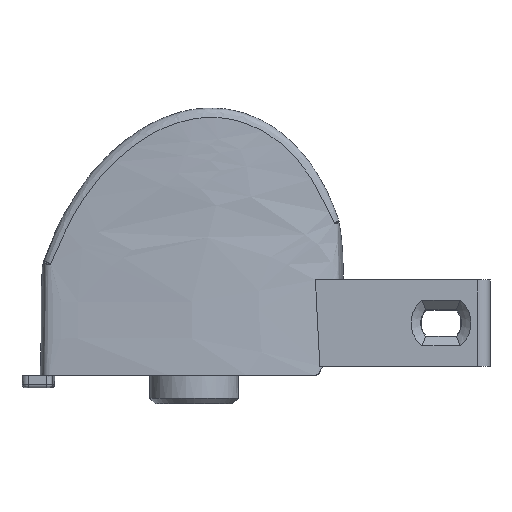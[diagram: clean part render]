
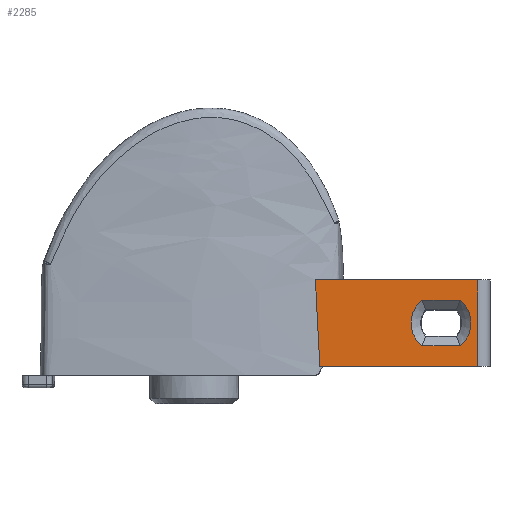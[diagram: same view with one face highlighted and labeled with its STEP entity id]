
A CAD part, top view. The second image highlights one B-rep face of the part: STEP entity #2285.
In plain terms, the highlighted face is planar.
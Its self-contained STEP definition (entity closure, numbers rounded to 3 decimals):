
#131=FACE_BOUND('',#660,.T.);
#149=PLANE('',#2440);
#245=B_SPLINE_CURVE_WITH_KNOTS('',3,(#5828,#5829,#5830,#5831,#5832,#5833,
#5834,#5835,#5836,#5837),.UNSPECIFIED.,.F.,.F.,(4,3,3,4),(-0.75,
-0.733,-0.35,-0.05),
 .UNSPECIFIED.);
#352=LINE('',#4954,#430);
#365=LINE('',#6237,#443);
#368=LINE('',#6248,#446);
#369=LINE('',#6269,#447);
#370=LINE('',#6270,#448);
#430=VECTOR('',#2664,10.);
#443=VECTOR('',#2705,10.);
#446=VECTOR('',#2710,10.);
#447=VECTOR('',#2723,10.);
#448=VECTOR('',#2724,10.);
#535=FACE_OUTER_BOUND('',#659,.T.);
#659=EDGE_LOOP('',(#1729,#1730,#1731,#1732));
#660=EDGE_LOOP('',(#1733,#1734,#1735,#1736));
#768=CIRCLE('',#2431,2.427);
#770=CIRCLE('',#2436,2.427);
#901=VERTEX_POINT('',#4951);
#902=VERTEX_POINT('',#4953);
#919=VERTEX_POINT('',#5827);
#944=VERTEX_POINT('',#6221);
#945=VERTEX_POINT('',#6222);
#948=VERTEX_POINT('',#6236);
#951=VERTEX_POINT('',#6247);
#952=VERTEX_POINT('',#6268);
#1182=EDGE_CURVE('',#901,#902,#352,.T.);
#1211=EDGE_CURVE('',#919,#902,#245,.T.);
#1240=EDGE_CURVE('',#944,#945,#768,.T.);
#1244=EDGE_CURVE('',#945,#948,#365,.T.);
#1248=EDGE_CURVE('',#951,#944,#368,.T.);
#1250=EDGE_CURVE('',#948,#951,#770,.T.);
#1255=EDGE_CURVE('',#901,#952,#369,.T.);
#1256=EDGE_CURVE('',#952,#919,#370,.T.);
#1729=ORIENTED_EDGE('',*,*,#1255,.T.);
#1730=ORIENTED_EDGE('',*,*,#1256,.T.);
#1731=ORIENTED_EDGE('',*,*,#1211,.T.);
#1732=ORIENTED_EDGE('',*,*,#1182,.F.);
#1733=ORIENTED_EDGE('',*,*,#1240,.T.);
#1734=ORIENTED_EDGE('',*,*,#1244,.T.);
#1735=ORIENTED_EDGE('',*,*,#1250,.T.);
#1736=ORIENTED_EDGE('',*,*,#1248,.T.);
#2285=ADVANCED_FACE('',(#535,#131),#149,.F.);
#2431=AXIS2_PLACEMENT_3D('',#6223,#2699,#2700);
#2436=AXIS2_PLACEMENT_3D('',#6254,#2713,#2714);
#2440=AXIS2_PLACEMENT_3D('',#6267,#2721,#2722);
#2664=DIRECTION('',(1.,0.,0.));
#2699=DIRECTION('center_axis',(0.,0.,1.));
#2700=DIRECTION('ref_axis',(1.,0.,0.));
#2705=DIRECTION('',(-1.,0.,0.));
#2710=DIRECTION('',(1.,0.,0.));
#2713=DIRECTION('center_axis',(0.,0.,1.));
#2714=DIRECTION('ref_axis',(-1.,0.,0.));
#2721=DIRECTION('center_axis',(0.,0.,1.));
#2722=DIRECTION('ref_axis',(-1.,0.,0.));
#2723=DIRECTION('',(0.,1.,0.));
#2724=DIRECTION('',(1.,0.,0.));
#4951=CARTESIAN_POINT('',(73.732,25.7,-13.472));
#4953=CARTESIAN_POINT('',(86.556,25.7,-13.472));
#4954=CARTESIAN_POINT('',(72.732,25.7,-13.472));
#5827=CARTESIAN_POINT('',(86.916,32.7,-13.472));
#5828=CARTESIAN_POINT('Ctrl Pts',(86.916,32.7,-13.472));
#5829=CARTESIAN_POINT('Ctrl Pts',(86.913,32.645,-13.472));
#5830=CARTESIAN_POINT('Ctrl Pts',(86.91,32.589,-13.472));
#5831=CARTESIAN_POINT('Ctrl Pts',(86.908,32.534,-13.472));
#5832=CARTESIAN_POINT('Ctrl Pts',(86.839,31.256,-13.472));
#5833=CARTESIAN_POINT('Ctrl Pts',(86.772,29.978,-13.472));
#5834=CARTESIAN_POINT('Ctrl Pts',(86.707,28.7,-13.472));
#5835=CARTESIAN_POINT('Ctrl Pts',(86.655,27.7,-13.472));
#5836=CARTESIAN_POINT('Ctrl Pts',(86.605,26.699,-13.472));
#5837=CARTESIAN_POINT('Ctrl Pts',(86.556,25.7,-13.472));
#6221=CARTESIAN_POINT('',(78.264,27.338,-13.472));
#6222=CARTESIAN_POINT('',(78.264,31.062,-13.472));
#6223=CARTESIAN_POINT('Origin',(76.707,29.2,-13.472));
#6236=CARTESIAN_POINT('',(75.151,31.062,-13.472));
#6237=CARTESIAN_POINT('',(84.072,31.062,-13.472));
#6247=CARTESIAN_POINT('',(75.151,27.338,-13.472));
#6248=CARTESIAN_POINT('',(82.84,27.338,-13.472));
#6254=CARTESIAN_POINT('Origin',(76.707,29.2,-13.472));
#6267=CARTESIAN_POINT('Origin',(90.205,29.7,-13.472));
#6268=CARTESIAN_POINT('',(73.732,32.7,-13.472));
#6269=CARTESIAN_POINT('',(73.732,27.7,-13.472));
#6270=CARTESIAN_POINT('',(72.732,32.7,-13.472));
